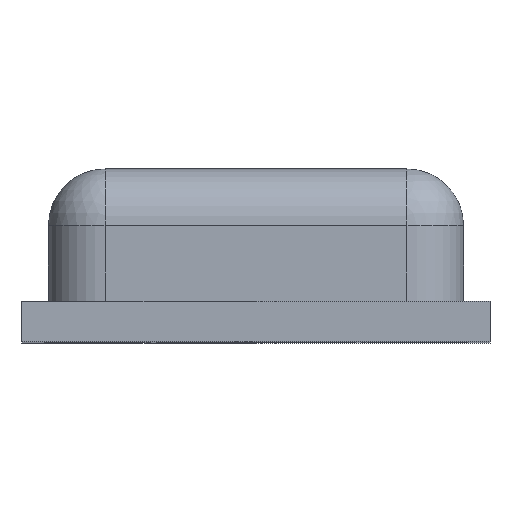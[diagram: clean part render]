
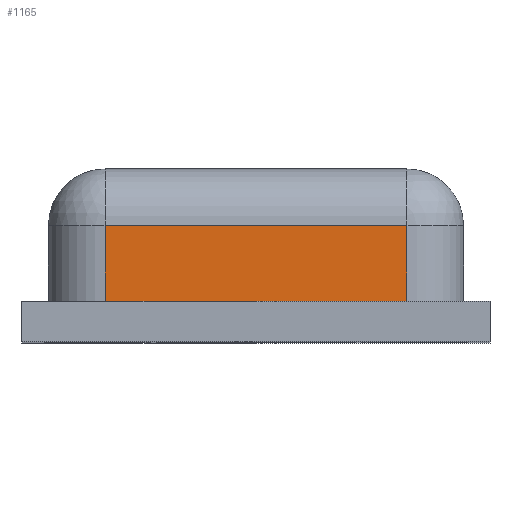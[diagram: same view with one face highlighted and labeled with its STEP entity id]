
A CAD part, top view. The second image highlights one B-rep face of the part: STEP entity #1165.
In plain terms, the highlighted planar face has unit normal (0, 0, 1).
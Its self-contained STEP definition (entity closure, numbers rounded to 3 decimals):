
#361 = CARTESIAN_POINT ( 'NONE',  ( 0.855, 0.98, 1.6 ) ) ;
#713 = EDGE_CURVE ( 'NONE', #3688, #2207, #1698, .T. ) ;
#989 = AXIS2_PLACEMENT_3D ( 'NONE', #4598, #1568, #1674 ) ;
#1113 = EDGE_CURVE ( 'NONE', #1974, #3688, #4631, .T. ) ;
#1165 = ADVANCED_FACE ( 'NONE', ( #5422 ), #4706, .F. ) ;
#1568 = DIRECTION ( 'NONE',  ( 0., 0., -1. ) ) ;
#1674 = DIRECTION ( 'NONE',  ( -1., 0., 0. ) ) ;
#1698 = LINE ( 'NONE', #3971, #3504 ) ;
#1733 = EDGE_CURVE ( 'NONE', #2207, #4870, #7100, .T. ) ;
#1755 = ORIENTED_EDGE ( 'NONE', *, *, #713, .T. ) ;
#1974 = VERTEX_POINT ( 'NONE', #2556 ) ;
#2207 = VERTEX_POINT ( 'NONE', #5851 ) ;
#2556 = CARTESIAN_POINT ( 'NONE',  ( 0.855, 0.23, 1.6 ) ) ;
#2685 = ORIENTED_EDGE ( 'NONE', *, *, #1113, .T. ) ;
#2749 = EDGE_CURVE ( 'NONE', #4870, #1974, #3240, .T. ) ;
#3240 = LINE ( 'NONE', #4278, #6761 ) ;
#3323 = DIRECTION ( 'NONE',  ( -1., 0., 0. ) ) ;
#3504 = VECTOR ( 'NONE', #3323, 1000. ) ;
#3688 = VERTEX_POINT ( 'NONE', #5343 ) ;
#3871 = VECTOR ( 'NONE', #6184, 1000. ) ;
#3883 = VECTOR ( 'NONE', #5342, 1000. ) ;
#3971 = CARTESIAN_POINT ( 'NONE',  ( -1.175, 0.66, 1.6 ) ) ;
#4200 = EDGE_LOOP ( 'NONE', ( #6720, #2685, #1755, #4951 ) ) ;
#4278 = CARTESIAN_POINT ( 'NONE',  ( -1.175, 0.23, 1.6 ) ) ;
#4598 = CARTESIAN_POINT ( 'NONE',  ( -1.175, 0.98, 1.6 ) ) ;
#4631 = LINE ( 'NONE', #361, #3883 ) ;
#4706 = PLANE ( 'NONE',  #989 ) ;
#4870 = VERTEX_POINT ( 'NONE', #6764 ) ;
#4951 = ORIENTED_EDGE ( 'NONE', *, *, #1733, .T. ) ;
#5000 = CARTESIAN_POINT ( 'NONE',  ( -0.855, 0.98, 1.6 ) ) ;
#5342 = DIRECTION ( 'NONE',  ( 0., 1., 0. ) ) ;
#5343 = CARTESIAN_POINT ( 'NONE',  ( 0.855, 0.66, 1.6 ) ) ;
#5422 = FACE_OUTER_BOUND ( 'NONE', #4200, .T. ) ;
#5851 = CARTESIAN_POINT ( 'NONE',  ( -0.855, 0.66, 1.6 ) ) ;
#6184 = DIRECTION ( 'NONE',  ( 0., -1., 0. ) ) ;
#6720 = ORIENTED_EDGE ( 'NONE', *, *, #2749, .T. ) ;
#6761 = VECTOR ( 'NONE', #6847, 1000. ) ;
#6764 = CARTESIAN_POINT ( 'NONE',  ( -0.855, 0.23, 1.6 ) ) ;
#6847 = DIRECTION ( 'NONE',  ( 1., 0., 0. ) ) ;
#7100 = LINE ( 'NONE', #5000, #3871 ) ;
